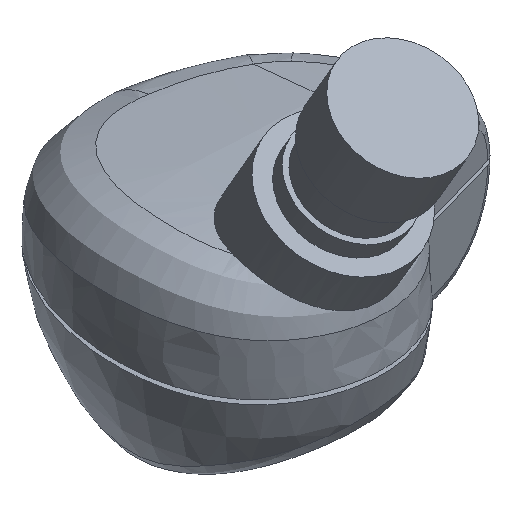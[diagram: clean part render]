
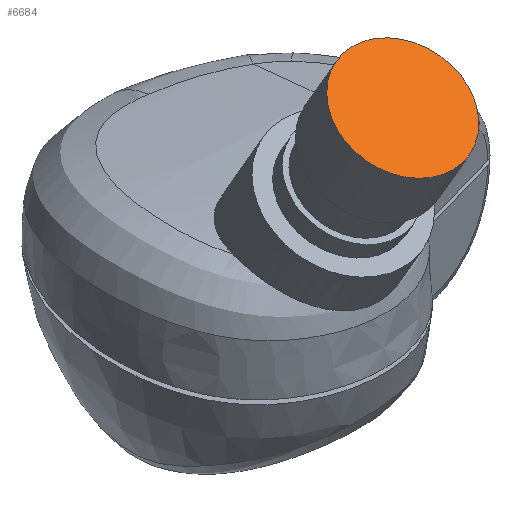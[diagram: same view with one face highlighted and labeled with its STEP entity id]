
A CAD part, isometric view. The second image highlights one B-rep face of the part: STEP entity #6684.
In plain terms, the highlighted planar face has unit normal (0, -0.5, 0.866).
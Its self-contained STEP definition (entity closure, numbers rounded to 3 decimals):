
#6664=CARTESIAN_POINT('',(-40.,-237.867,202.227));
#6665=VERTEX_POINT('',#6664);
#6666=CARTESIAN_POINT('',(-40.,-190.235,229.727));
#6667=DIRECTION('',(0.,0.5,-0.866));
#6668=DIRECTION('',(0.,-0.866,-0.5));
#6669=AXIS2_PLACEMENT_3D('',#6666,#6667,#6668);
#6670=CIRCLE('',#6669,55.);
#6671=EDGE_CURVE('',#6665,#6665,#6670,.T.);
#6676=CARTESIAN_POINT('',(16.1,-141.651,257.777));
#6677=DIRECTION('',(0.,-0.5,0.866));
#6678=DIRECTION('',(1.0,0.0,0.0));
#6679=AXIS2_PLACEMENT_3D('',#6676,#6677,#6678);
#6680=PLANE('',#6679);
#6681=ORIENTED_EDGE('',*,*,#6671,.F.);
#6682=EDGE_LOOP('',(#6681));
#6683=FACE_OUTER_BOUND('',#6682,.T.);
#6684=ADVANCED_FACE('',(#6683),#6680,.T.);
